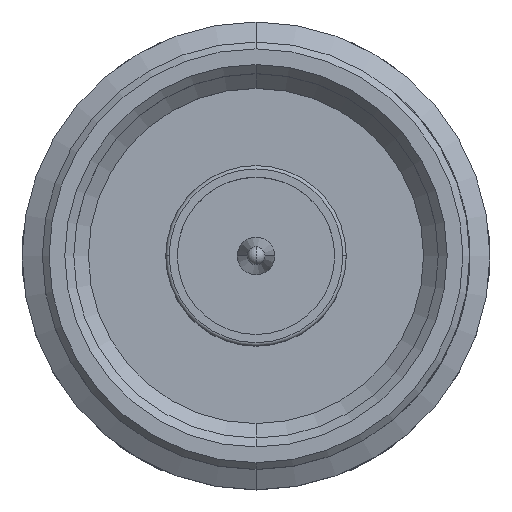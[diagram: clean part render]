
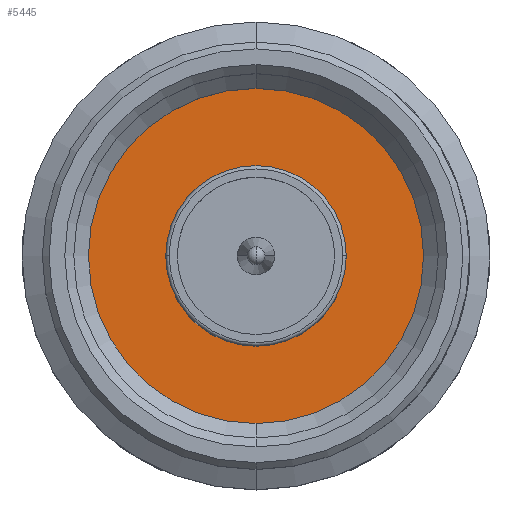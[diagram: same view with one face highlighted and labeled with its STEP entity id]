
A CAD part, top view. The second image highlights one B-rep face of the part: STEP entity #5445.
In plain terms, the highlighted planar face has unit normal (0, 0, 1).
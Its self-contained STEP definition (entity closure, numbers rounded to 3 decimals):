
#875 = CARTESIAN_POINT ( 'NONE',  ( 4.01, 0., -4.657 ) ) ;
#1646 = CIRCLE ( 'NONE', #3532, 4.01 ) ;
#2425 = EDGE_CURVE ( 'NONE', #3990, #6592, #11868, .T. ) ;
#2454 = EDGE_CURVE ( 'NONE', #4142, #10355, #11948, .T. ) ;
#2559 = AXIS2_PLACEMENT_3D ( 'NONE', #6664, #6656, #6668 ) ;
#2967 = CARTESIAN_POINT ( 'NONE',  ( 0., 0., -4.657 ) ) ;
#2968 = DIRECTION ( 'NONE',  ( 0., 0., -1. ) ) ;
#2969 = DIRECTION ( 'NONE',  ( -1., 0., 0. ) ) ;
#3295 = EDGE_LOOP ( 'NONE', ( #8531, #8532 ) ) ;
#3300 = EDGE_LOOP ( 'NONE', ( #8529, #8530 ) ) ;
#3532 = AXIS2_PLACEMENT_3D ( 'NONE', #5148, #5149, #5150 ) ;
#3620 = EDGE_CURVE ( 'NONE', #6592, #3990, #12149, .T. ) ;
#3672 = AXIS2_PLACEMENT_3D ( 'NONE', #4107, #4108, #4109 ) ;
#3687 = AXIS2_PLACEMENT_3D ( 'NONE', #2967, #2968, #2969 ) ;
#3990 = VERTEX_POINT ( 'NONE', #10437 ) ;
#4107 = CARTESIAN_POINT ( 'NONE',  ( 0., 0., -4.657 ) ) ;
#4108 = DIRECTION ( 'NONE',  ( 0., 0., 1. ) ) ;
#4109 = DIRECTION ( 'NONE',  ( -1., 0., 0. ) ) ;
#4142 = VERTEX_POINT ( 'NONE', #10498 ) ;
#5148 = CARTESIAN_POINT ( 'NONE',  ( 0., 0., -4.657 ) ) ;
#5149 = DIRECTION ( 'NONE',  ( 0., 0., -1. ) ) ;
#5150 = DIRECTION ( 'NONE',  ( -1., 0., 0. ) ) ;
#5445 = ADVANCED_FACE ( 'NONE', ( #6407, #6411 ), #6666, .F. ) ;
#6261 = CARTESIAN_POINT ( 'NONE',  ( 0., -7.45, -4.657 ) ) ;
#6407 = FACE_OUTER_BOUND ( 'NONE', #3300, .T. ) ;
#6411 = FACE_BOUND ( 'NONE', #3295, .T. ) ;
#6592 = VERTEX_POINT ( 'NONE', #6261 ) ;
#6656 = DIRECTION ( 'NONE',  ( 0., 0., -1. ) ) ;
#6664 = CARTESIAN_POINT ( 'NONE',  ( 0., 0., -4.657 ) ) ;
#6666 = PLANE ( 'NONE',  #2559 ) ;
#6668 = DIRECTION ( 'NONE',  ( -1., 0., 0. ) ) ;
#8529 = ORIENTED_EDGE ( 'NONE', *, *, #3620, .T. ) ;
#8530 = ORIENTED_EDGE ( 'NONE', *, *, #2425, .T. ) ;
#8531 = ORIENTED_EDGE ( 'NONE', *, *, #14135, .T. ) ;
#8532 = ORIENTED_EDGE ( 'NONE', *, *, #2454, .T. ) ;
#9277 = CARTESIAN_POINT ( 'NONE',  ( 0., 0., -4.657 ) ) ;
#9278 = DIRECTION ( 'NONE',  ( 0., 0., 1. ) ) ;
#9279 = DIRECTION ( 'NONE',  ( -1., 0., 0. ) ) ;
#10355 = VERTEX_POINT ( 'NONE', #875 ) ;
#10437 = CARTESIAN_POINT ( 'NONE',  ( 0., 7.45, -4.657 ) ) ;
#10498 = CARTESIAN_POINT ( 'NONE',  ( -4.01, 0., -4.657 ) ) ;
#11868 = CIRCLE ( 'NONE', #3672, 7.45 ) ;
#11939 = AXIS2_PLACEMENT_3D ( 'NONE', #9277, #9278, #9279 ) ;
#11948 = CIRCLE ( 'NONE', #3687, 4.01 ) ;
#12149 = CIRCLE ( 'NONE', #11939, 7.45 ) ;
#14135 = EDGE_CURVE ( 'NONE', #10355, #4142, #1646, .T. ) ;
